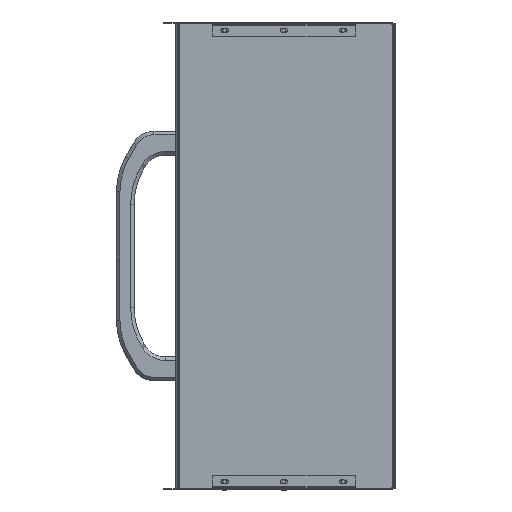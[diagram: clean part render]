
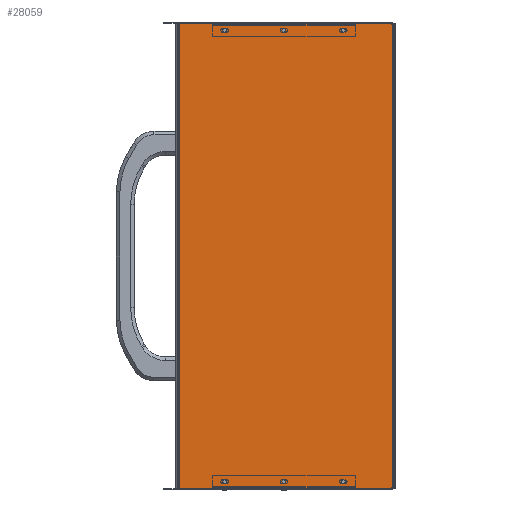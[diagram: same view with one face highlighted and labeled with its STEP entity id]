
A CAD part, left-side view. The second image highlights one B-rep face of the part: STEP entity #28059.
In plain terms, the highlighted planar face has unit normal (-1, 0, 0).
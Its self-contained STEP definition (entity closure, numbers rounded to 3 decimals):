
#1277=FACE_BOUND('',#5902,.T.);
#1278=FACE_BOUND('',#5903,.T.);
#1279=FACE_BOUND('',#5904,.T.);
#1280=FACE_BOUND('',#5905,.T.);
#1281=FACE_BOUND('',#5906,.T.);
#1282=FACE_BOUND('',#5907,.T.);
#2038=PLANE('',#30969);
#3476=FACE_OUTER_BOUND('',#5901,.T.);
#5901=EDGE_LOOP('',(#25751,#25752,#25753,#25754,#25755,#25756,#25757,#25758,
#25759,#25760,#25761,#25762));
#5902=EDGE_LOOP('',(#25763));
#5903=EDGE_LOOP('',(#25764));
#5904=EDGE_LOOP('',(#25765));
#5905=EDGE_LOOP('',(#25766));
#5906=EDGE_LOOP('',(#25767));
#5907=EDGE_LOOP('',(#25768));
#8261=LINE('',#51287,#10672);
#8277=LINE('',#51328,#10688);
#8294=LINE('',#51369,#10705);
#8296=LINE('',#51372,#10707);
#8306=LINE('',#51391,#10717);
#8309=LINE('',#51396,#10720);
#8311=LINE('',#51400,#10722);
#8313=LINE('',#51405,#10724);
#8315=LINE('',#51408,#10726);
#8316=LINE('',#51410,#10727);
#8317=LINE('',#51412,#10728);
#8318=LINE('',#51413,#10729);
#10672=VECTOR('',#38699,10.);
#10688=VECTOR('',#38741,10.);
#10705=VECTOR('',#38782,10.);
#10707=VECTOR('',#38786,10.);
#10717=VECTOR('',#38800,10.);
#10720=VECTOR('',#38805,10.);
#10722=VECTOR('',#38809,10.);
#10724=VECTOR('',#38813,10.);
#10726=VECTOR('',#38817,10.);
#10727=VECTOR('',#38820,10.);
#10728=VECTOR('',#38821,10.);
#10729=VECTOR('',#38822,10.);
#12079=CIRCLE('',#30919,1.65);
#12081=CIRCLE('',#30922,1.65);
#12083=CIRCLE('',#30925,1.65);
#12085=CIRCLE('',#30928,1.65);
#12087=CIRCLE('',#30931,1.65);
#12089=CIRCLE('',#30934,1.65);
#14458=VERTEX_POINT('',#51247);
#14460=VERTEX_POINT('',#51253);
#14462=VERTEX_POINT('',#51259);
#14464=VERTEX_POINT('',#51265);
#14466=VERTEX_POINT('',#51271);
#14468=VERTEX_POINT('',#51277);
#14471=VERTEX_POINT('',#51284);
#14472=VERTEX_POINT('',#51286);
#14483=VERTEX_POINT('',#51325);
#14484=VERTEX_POINT('',#51327);
#14495=VERTEX_POINT('',#51366);
#14496=VERTEX_POINT('',#51368);
#14503=VERTEX_POINT('',#51390);
#14504=VERTEX_POINT('',#51394);
#14505=VERTEX_POINT('',#51398);
#14506=VERTEX_POINT('',#51402);
#14507=VERTEX_POINT('',#51404);
#14508=VERTEX_POINT('',#51411);
#18191=EDGE_CURVE('',#14458,#14458,#12079,.T.);
#18194=EDGE_CURVE('',#14460,#14460,#12081,.T.);
#18197=EDGE_CURVE('',#14462,#14462,#12083,.T.);
#18200=EDGE_CURVE('',#14464,#14464,#12085,.T.);
#18203=EDGE_CURVE('',#14466,#14466,#12087,.T.);
#18206=EDGE_CURVE('',#14468,#14468,#12089,.T.);
#18209=EDGE_CURVE('',#14472,#14471,#8261,.T.);
#18229=EDGE_CURVE('',#14484,#14483,#8277,.T.);
#18249=EDGE_CURVE('',#14496,#14495,#8294,.T.);
#18251=EDGE_CURVE('',#14495,#14472,#8296,.T.);
#18261=EDGE_CURVE('',#14503,#14496,#8306,.T.);
#18264=EDGE_CURVE('',#14471,#14504,#8309,.T.);
#18266=EDGE_CURVE('',#14504,#14505,#8311,.T.);
#18268=EDGE_CURVE('',#14507,#14506,#8313,.T.);
#18270=EDGE_CURVE('',#14506,#14484,#8315,.T.);
#18271=EDGE_CURVE('',#14505,#14507,#8316,.T.);
#18272=EDGE_CURVE('',#14483,#14508,#8317,.T.);
#18273=EDGE_CURVE('',#14508,#14503,#8318,.T.);
#25751=ORIENTED_EDGE('',*,*,#18251,.T.);
#25752=ORIENTED_EDGE('',*,*,#18209,.T.);
#25753=ORIENTED_EDGE('',*,*,#18264,.T.);
#25754=ORIENTED_EDGE('',*,*,#18266,.T.);
#25755=ORIENTED_EDGE('',*,*,#18271,.T.);
#25756=ORIENTED_EDGE('',*,*,#18268,.T.);
#25757=ORIENTED_EDGE('',*,*,#18270,.T.);
#25758=ORIENTED_EDGE('',*,*,#18229,.T.);
#25759=ORIENTED_EDGE('',*,*,#18272,.T.);
#25760=ORIENTED_EDGE('',*,*,#18273,.T.);
#25761=ORIENTED_EDGE('',*,*,#18261,.T.);
#25762=ORIENTED_EDGE('',*,*,#18249,.T.);
#25763=ORIENTED_EDGE('',*,*,#18191,.T.);
#25764=ORIENTED_EDGE('',*,*,#18194,.T.);
#25765=ORIENTED_EDGE('',*,*,#18197,.T.);
#25766=ORIENTED_EDGE('',*,*,#18200,.T.);
#25767=ORIENTED_EDGE('',*,*,#18203,.T.);
#25768=ORIENTED_EDGE('',*,*,#18206,.T.);
#28059=ADVANCED_FACE('',(#3476,#1277,#1278,#1279,#1280,#1281,#1282),#2038,
 .T.);
#30919=AXIS2_PLACEMENT_3D('',#51249,#38657,#38658);
#30922=AXIS2_PLACEMENT_3D('',#51255,#38664,#38665);
#30925=AXIS2_PLACEMENT_3D('',#51261,#38671,#38672);
#30928=AXIS2_PLACEMENT_3D('',#51267,#38678,#38679);
#30931=AXIS2_PLACEMENT_3D('',#51273,#38685,#38686);
#30934=AXIS2_PLACEMENT_3D('',#51279,#38692,#38693);
#30969=AXIS2_PLACEMENT_3D('',#51409,#38818,#38819);
#38657=DIRECTION('center_axis',(1.,0.,0.));
#38658=DIRECTION('ref_axis',(0.,0.,1.));
#38664=DIRECTION('center_axis',(1.,0.,0.));
#38665=DIRECTION('ref_axis',(0.,0.,1.));
#38671=DIRECTION('center_axis',(1.,0.,0.));
#38672=DIRECTION('ref_axis',(0.,0.,1.));
#38678=DIRECTION('center_axis',(1.,0.,0.));
#38679=DIRECTION('ref_axis',(0.,0.,-1.));
#38685=DIRECTION('center_axis',(1.,0.,0.));
#38686=DIRECTION('ref_axis',(0.,0.,-1.));
#38692=DIRECTION('center_axis',(1.,0.,0.));
#38693=DIRECTION('ref_axis',(0.,0.,-1.));
#38699=DIRECTION('',(0.,0.,-1.));
#38741=DIRECTION('',(0.,0.,1.));
#38782=DIRECTION('',(0.,0.,-1.));
#38786=DIRECTION('',(0.,1.,0.));
#38800=DIRECTION('',(0.,1.,0.));
#38805=DIRECTION('',(0.,-1.,0.));
#38809=DIRECTION('',(0.,0.,-1.));
#38813=DIRECTION('',(0.,0.,1.));
#38817=DIRECTION('',(0.,-1.,0.));
#38818=DIRECTION('center_axis',(-1.,0.,0.));
#38819=DIRECTION('ref_axis',(0.,0.,1.));
#38820=DIRECTION('',(0.,-1.,0.));
#38821=DIRECTION('',(0.,1.,0.));
#38822=DIRECTION('',(0.,0.,1.));
#51247=CARTESIAN_POINT('',(-1.,141.,-386.65));
#51249=CARTESIAN_POINT('Origin',(-1.,141.,-385.));
#51253=CARTESIAN_POINT('',(-1.,91.,-386.65));
#51255=CARTESIAN_POINT('Origin',(-1.,91.,-385.));
#51259=CARTESIAN_POINT('',(-1.,41.,-386.65));
#51261=CARTESIAN_POINT('Origin',(-1.,41.,-385.));
#51265=CARTESIAN_POINT('',(-1.,141.,-3.35));
#51267=CARTESIAN_POINT('Origin',(-1.,141.,-5.));
#51271=CARTESIAN_POINT('',(-1.,91.,-3.35));
#51273=CARTESIAN_POINT('Origin',(-1.,91.,-5.));
#51277=CARTESIAN_POINT('',(-1.,41.,-3.35));
#51279=CARTESIAN_POINT('Origin',(-1.,41.,-5.));
#51284=CARTESIAN_POINT('',(-1.,180.,-391.));
#51286=CARTESIAN_POINT('',(-1.,180.,1.));
#51287=CARTESIAN_POINT('',(-1.,180.,-293.5));
#51325=CARTESIAN_POINT('',(-1.,-1.,1.));
#51327=CARTESIAN_POINT('',(-1.,-1.,-391.));
#51328=CARTESIAN_POINT('',(-1.,-1.,-96.5));
#51366=CARTESIAN_POINT('',(-1.,179.5,1.));
#51368=CARTESIAN_POINT('',(-1.,179.5,2.));
#51369=CARTESIAN_POINT('',(-1.,179.5,-97.));
#51372=CARTESIAN_POINT('',(-1.,135.25,1.));
#51390=CARTESIAN_POINT('',(-1.,-0.5,2.));
#51391=CARTESIAN_POINT('',(-1.,181.,2.));
#51394=CARTESIAN_POINT('',(-1.,179.5,-391.));
#51396=CARTESIAN_POINT('',(-1.,134.5,-391.));
#51398=CARTESIAN_POINT('',(-1.,179.5,-392.));
#51400=CARTESIAN_POINT('',(-1.,179.5,-293.5));
#51402=CARTESIAN_POINT('',(-1.,-0.5,-391.));
#51404=CARTESIAN_POINT('',(-1.,-0.5,-392.));
#51405=CARTESIAN_POINT('',(-1.,-0.5,-293.));
#51408=CARTESIAN_POINT('',(-1.,43.75,-391.));
#51409=CARTESIAN_POINT('Origin',(-1.,89.5,-195.));
#51410=CARTESIAN_POINT('',(-1.,1.,-392.));
#51411=CARTESIAN_POINT('',(-1.,-0.5,1.));
#51412=CARTESIAN_POINT('',(-1.,44.5,1.));
#51413=CARTESIAN_POINT('',(-1.,-0.5,-96.5));
